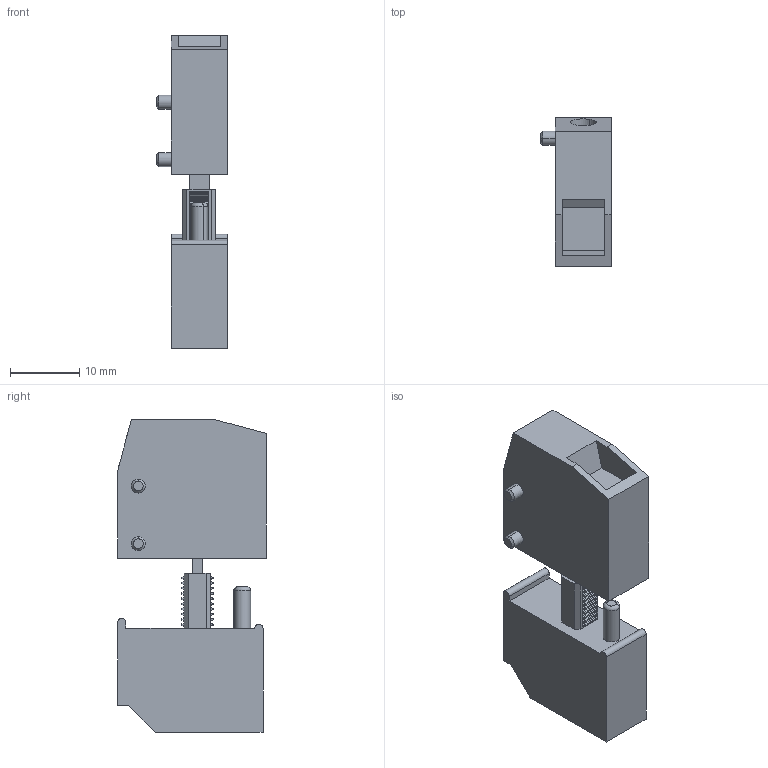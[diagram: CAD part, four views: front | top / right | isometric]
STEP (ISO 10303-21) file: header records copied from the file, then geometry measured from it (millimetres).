
FILE_DESCRIPTION(('CATIA V5 STEP Exchange','CAx-IF Rec.Pracs.--- Model Styling and Organization---1.2---2011-12-15'),'2;1');
FILE_NAME ('D1450276_0', '2018-11-30T10:06:16+00:00', ('none'), ('Weidmueller'), 'CATIA Version 5-6 Release 2014', 'CATIA V5 STEP AP214', 'none');
FILE_SCHEMA(('AUTOMOTIVE_DESIGN { 1 0 10303 214 1 1 1 1 }'));
Length unit declared in the file: millimetre
Products named in the file (1): 1250940000
Bounding box: 10.2 x 21.5 x 45.14 mm (x, y, z)
Volume: 5447.9 mm3; surface area: 3640.9 mm2
Topology: 3 solids, 3 shells, 242 faces, 602 edges, 398 vertices
Faces by surface type: plane 162, cylinder 74, cone 4, torus 2
Entity records: 6829 total; most frequent: ORIENTED_EDGE 1204, CARTESIAN_POINT 1199, DIRECTION 992, EDGE_CURVE 602, VECTOR 444, LINE 444, VERTEX_POINT 398, AXIS2_PLACEMENT_3D 353
